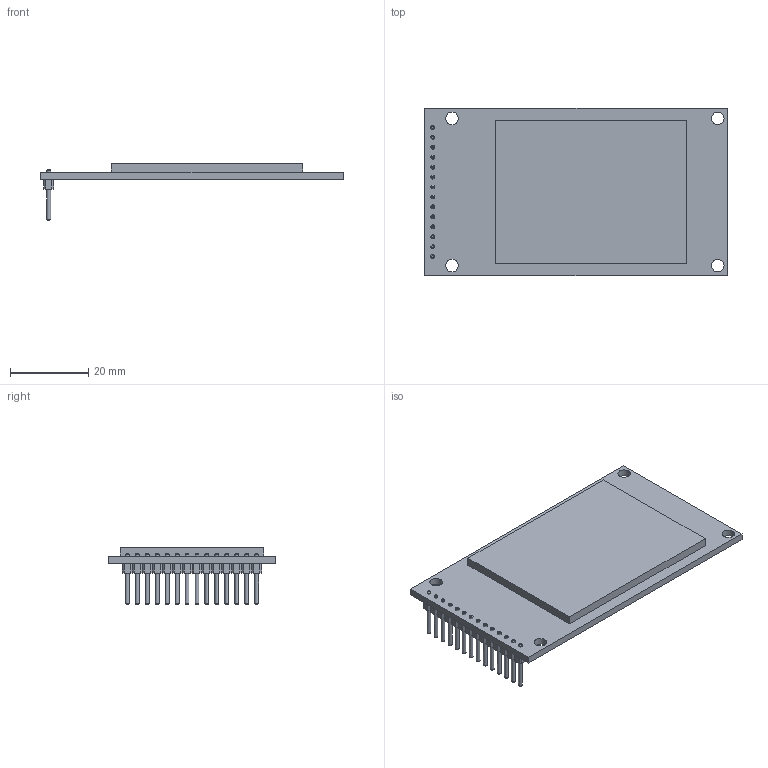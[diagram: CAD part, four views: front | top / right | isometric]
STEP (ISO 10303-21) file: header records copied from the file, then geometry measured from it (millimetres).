
FILE_DESCRIPTION(('FreeCAD Model'),'2;1');
FILE_NAME('tft_2_4in_240x320.step','2019-12-07T15:44:14',('Author'),( ''),'Open CASCADE STEP processor 7.3','FreeCAD','Unknown');
FILE_SCHEMA(('AUTOMOTIVE_DESIGN { 1 0 10303 214 1 1 1 1 }'));
Length unit declared in the file: millimetre
Products named in the file (5): ecran_2_4; pin-backelite; pin-metal; pcb; tft
Assembly tree (4 placements, depth 2):
  ecran_2_4
    pin-backelite
    pin-metal
    pcb
    tft
Bounding box: 77.18 x 42.72 x 14.5 mm (x, y, z)
Volume: 10187.9 mm3; surface area: 12003.7 mm2
Topology: 4 solids, 4 shells, 252 faces, 613 edges, 382 vertices
Faces by surface type: plane 206, cone 28, cylinder 18
Full cylindrical faces by diameter (mm): 1 x14, 3.2 x4
Entity records: 7395 total; most frequent: DIRECTION 1269, CARTESIAN_POINT 1252, ORIENTED_EDGE 1226, EDGE_CURVE 613, LINE 471, VECTOR 471, AXIS2_PLACEMENT_3D 399, VERTEX_POINT 382
